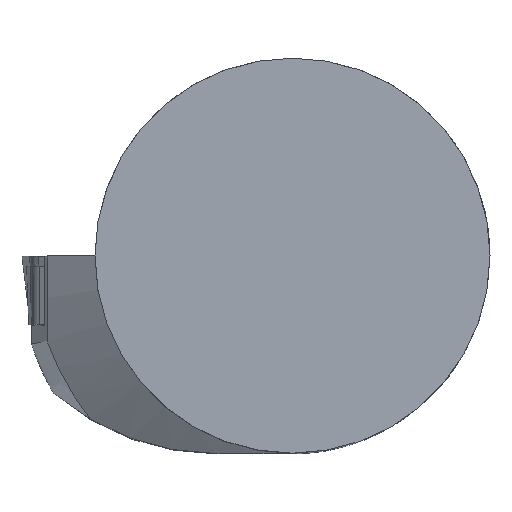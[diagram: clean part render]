
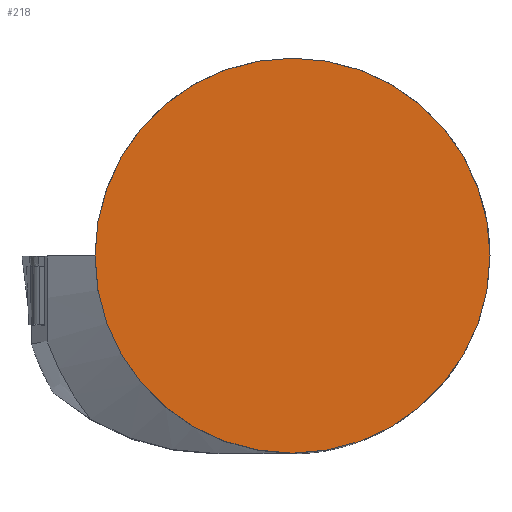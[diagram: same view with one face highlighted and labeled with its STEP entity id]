
A CAD part, top view. The second image highlights one B-rep face of the part: STEP entity #218.
In plain terms, the highlighted planar face has unit normal (0, 0, 1).
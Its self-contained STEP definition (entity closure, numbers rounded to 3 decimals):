
#130=PLANE('',#1266);
#168=FACE_OUTER_BOUND('',#316,.T.);
#218=ADVANCED_FACE('',(#168),#130,.T.);
#316=EDGE_LOOP('',(#702));
#702=ORIENTED_EDGE('',*,*,#972,.F.);
#869=VERTEX_POINT('',#1715);
#972=EDGE_CURVE('',#869,#869,#1110,.T.);
#1110=CIRCLE('',#1224,16.);
#1224=AXIS2_PLACEMENT_3D('',#1714,#1359,#1360);
#1266=AXIS2_PLACEMENT_3D('',#1861,#1479,#1480);
#1359=DIRECTION('',(0.,0.,-1.));
#1360=DIRECTION('',(1.,0.,0.));
#1479=DIRECTION('',(0.,0.,1.));
#1480=DIRECTION('',(1.,0.,0.));
#1714=CARTESIAN_POINT('',(0.,0.,0.));
#1715=CARTESIAN_POINT('',(16.,0.,0.));
#1861=CARTESIAN_POINT('',(0.,0.,0.));
